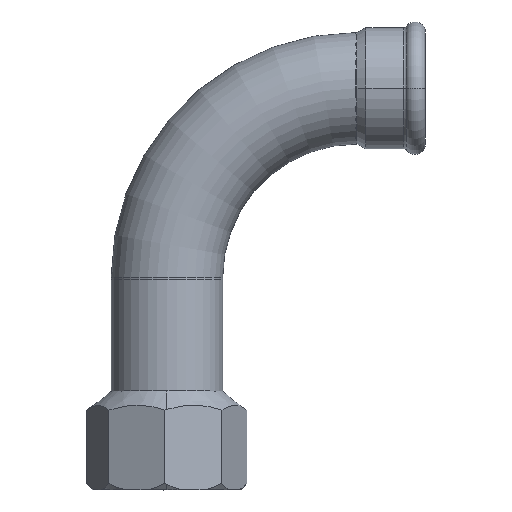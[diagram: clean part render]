
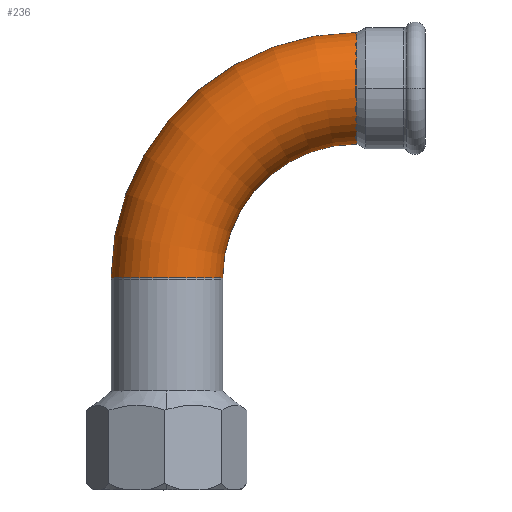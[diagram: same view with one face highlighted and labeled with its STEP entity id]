
A CAD part, top view. The second image highlights one B-rep face of the part: STEP entity #236.
In plain terms, the highlighted toroidal (fillet/blend) face has major radius 59.5 mm and minor radius 17.5 mm.
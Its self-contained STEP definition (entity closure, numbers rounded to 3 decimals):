
#35 = ORIENTED_EDGE ( 'NONE', *, *, #203, .T. ) ;
#203 = EDGE_CURVE ( 'NONE', #637, #2713, #4269, .T. ) ;
#236 = ADVANCED_FACE ( 'NONE', ( #2937 ), #3807, .T. ) ;
#266 = CIRCLE ( 'NONE', #4492, 42. ) ;
#279 = CARTESIAN_POINT ( 'NONE',  ( 59.5, 42.5, 0. ) ) ;
#299 = ORIENTED_EDGE ( 'NONE', *, *, #3010, .F. ) ;
#324 = CARTESIAN_POINT ( 'NONE',  ( 0., 0.5, 17.5 ) ) ;
#396 = EDGE_CURVE ( 'NONE', #960, #637, #4509, .T. ) ;
#637 = VERTEX_POINT ( 'NONE', #324 ) ;
#657 = DIRECTION ( 'NONE',  ( 1., 0., 0. ) ) ;
#960 = VERTEX_POINT ( 'NONE', #2689 ) ;
#1024 = CARTESIAN_POINT ( 'NONE',  ( 59.5, 60., 0. ) ) ;
#1077 = AXIS2_PLACEMENT_3D ( 'NONE', #4808, #3727, #1180 ) ;
#1180 = DIRECTION ( 'NONE',  ( -1., 0., 0. ) ) ;
#1482 = CIRCLE ( 'NONE', #3111, 17.5 ) ;
#1590 = CARTESIAN_POINT ( 'NONE',  ( 0., 0.5, 0. ) ) ;
#1663 = CARTESIAN_POINT ( 'NONE',  ( 17.5, 0.5, 0. ) ) ;
#1687 = ORIENTED_EDGE ( 'NONE', *, *, #4758, .F. ) ;
#1691 = AXIS2_PLACEMENT_3D ( 'NONE', #1846, #3336, #4069 ) ;
#1846 = CARTESIAN_POINT ( 'NONE',  ( 59.5, 0.5, 0. ) ) ;
#1857 = AXIS2_PLACEMENT_3D ( 'NONE', #1590, #4629, #3894 ) ;
#2088 = DIRECTION ( 'NONE',  ( 0., 0., 1. ) ) ;
#2136 = DIRECTION ( 'NONE',  ( 0., 1., 0. ) ) ;
#2352 = DIRECTION ( 'NONE',  ( 1., 0., 0. ) ) ;
#2402 = CARTESIAN_POINT ( 'NONE',  ( 59.5, 0.5, 0. ) ) ;
#2689 = CARTESIAN_POINT ( 'NONE',  ( -17.5, 0.5, 0. ) ) ;
#2713 = VERTEX_POINT ( 'NONE', #1663 ) ;
#2785 = ORIENTED_EDGE ( 'NONE', *, *, #3293, .T. ) ;
#2905 = DIRECTION ( 'NONE',  ( 0., 0., 1. ) ) ;
#2937 = FACE_OUTER_BOUND ( 'NONE', #4062, .T. ) ;
#2961 = VERTEX_POINT ( 'NONE', #4104 ) ;
#3010 = EDGE_CURVE ( 'NONE', #4582, #2713, #266, .T. ) ;
#3095 = ORIENTED_EDGE ( 'NONE', *, *, #396, .T. ) ;
#3111 = AXIS2_PLACEMENT_3D ( 'NONE', #1024, #657, #2136 ) ;
#3293 = EDGE_CURVE ( 'NONE', #2961, #960, #4805, .T. ) ;
#3336 = DIRECTION ( 'NONE',  ( 0., 0., 1. ) ) ;
#3548 = AXIS2_PLACEMENT_3D ( 'NONE', #2402, #2088, #2352 ) ;
#3620 = CARTESIAN_POINT ( 'NONE',  ( 59.5, 0.5, 0. ) ) ;
#3727 = DIRECTION ( 'NONE',  ( 0., 1., 0. ) ) ;
#3807 = TOROIDAL_SURFACE ( 'NONE', #1691, 59.5, 17.5 ) ;
#3894 = DIRECTION ( 'NONE',  ( -1., 0., 0. ) ) ;
#4062 = EDGE_LOOP ( 'NONE', ( #1687, #2785, #3095, #35, #299 ) ) ;
#4069 = DIRECTION ( 'NONE',  ( 1., 0., 0. ) ) ;
#4104 = CARTESIAN_POINT ( 'NONE',  ( 59.5, 77.5, 0. ) ) ;
#4269 = CIRCLE ( 'NONE', #1077, 17.5 ) ;
#4459 = DIRECTION ( 'NONE',  ( 1., 0., 0. ) ) ;
#4492 = AXIS2_PLACEMENT_3D ( 'NONE', #3620, #2905, #4459 ) ;
#4509 = CIRCLE ( 'NONE', #1857, 17.5 ) ;
#4582 = VERTEX_POINT ( 'NONE', #279 ) ;
#4629 = DIRECTION ( 'NONE',  ( 0., 1., 0. ) ) ;
#4758 = EDGE_CURVE ( 'NONE', #2961, #4582, #1482, .T. ) ;
#4805 = CIRCLE ( 'NONE', #3548, 77. ) ;
#4808 = CARTESIAN_POINT ( 'NONE',  ( 0., 0.5, 0. ) ) ;
